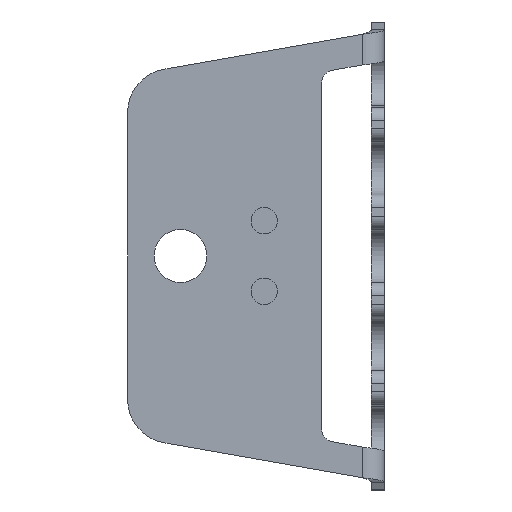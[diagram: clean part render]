
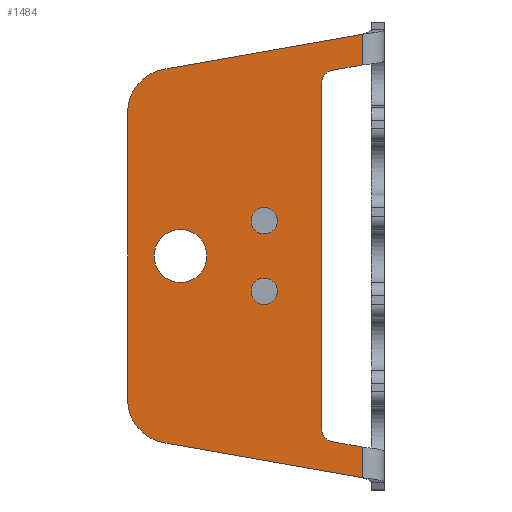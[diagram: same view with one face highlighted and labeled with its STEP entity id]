
A CAD part, front view. The second image highlights one B-rep face of the part: STEP entity #1484.
In plain terms, the highlighted planar face has unit normal (0, -1, 0).
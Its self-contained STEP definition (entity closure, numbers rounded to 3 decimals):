
#9 = ORIENTED_EDGE ( 'NONE', *, *, #445, .F. ) ;
#11 = VECTOR ( 'NONE', #1721, 1000. ) ;
#14 = ORIENTED_EDGE ( 'NONE', *, *, #1002, .F. ) ;
#26 = VERTEX_POINT ( 'NONE', #604 ) ;
#57 = VERTEX_POINT ( 'NONE', #1387 ) ;
#61 = DIRECTION ( 'NONE',  ( 0., 0., 1. ) ) ;
#91 = ORIENTED_EDGE ( 'NONE', *, *, #237, .T. ) ;
#99 = CARTESIAN_POINT ( 'NONE',  ( 4.126, 0., -16.251 ) ) ;
#104 = ORIENTED_EDGE ( 'NONE', *, *, #1565, .F. ) ;
#173 = CARTESIAN_POINT ( 'NONE',  ( 0.74, 0., -21.061 ) ) ;
#183 = EDGE_CURVE ( 'NONE', #1005, #57, #1021, .T. ) ;
#235 = LINE ( 'NONE', #173, #11 ) ;
#237 = EDGE_CURVE ( 'NONE', #57, #1097, #1140, .T. ) ;
#258 = VERTEX_POINT ( 'NONE', #1114 ) ;
#290 = DIRECTION ( 'NONE',  ( 0., 0., 1. ) ) ;
#341 = CARTESIAN_POINT ( 'NONE',  ( 4.126, 0., 25.142 ) ) ;
#353 = DIRECTION ( 'NONE',  ( 0., 0., 1. ) ) ;
#357 = VERTEX_POINT ( 'NONE', #1394 ) ;
#374 = CIRCLE ( 'NONE', #1844, 3. ) ;
#406 = ORIENTED_EDGE ( 'NONE', *, *, #821, .T. ) ;
#412 = LINE ( 'NONE', #1324, #1356 ) ;
#429 = FACE_OUTER_BOUND ( 'NONE', #1228, .T. ) ;
#445 = EDGE_CURVE ( 'NONE', #1075, #1075, #903, .T. ) ;
#468 = VECTOR ( 'NONE', #1824, 1000. ) ;
#480 = EDGE_CURVE ( 'NONE', #608, #1207, #412, .T. ) ;
#496 = DIRECTION ( 'NONE',  ( 0., 1., 0. ) ) ;
#512 = DIRECTION ( 'NONE',  ( 0., 0., 1. ) ) ;
#519 = CARTESIAN_POINT ( 'NONE',  ( -22.5, 0., 16.251 ) ) ;
#520 = ORIENTED_EDGE ( 'NONE', *, *, #480, .F. ) ;
#567 = AXIS2_PLACEMENT_3D ( 'NONE', #1115, #496, #1582 ) ;
#568 = DIRECTION ( 'NONE',  ( 0., 1., 0. ) ) ;
#574 = EDGE_LOOP ( 'NONE', ( #104 ) ) ;
#604 = CARTESIAN_POINT ( 'NONE',  ( -18.368, 0., 21.175 ) ) ;
#608 = VERTEX_POINT ( 'NONE', #1470 ) ;
#609 = CARTESIAN_POINT ( 'NONE',  ( 4.126, 0., -16.251 ) ) ;
#637 = VECTOR ( 'NONE', #353, 1000. ) ;
#640 = ORIENTED_EDGE ( 'NONE', *, *, #1804, .T. ) ;
#646 = DIRECTION ( 'NONE',  ( 0., 1., 0. ) ) ;
#670 = DIRECTION ( 'NONE',  ( 0., 0., 1. ) ) ;
#692 = ORIENTED_EDGE ( 'NONE', *, *, #1756, .F. ) ;
#699 = LINE ( 'NONE', #860, #1128 ) ;
#734 = CARTESIAN_POINT ( 'NONE',  ( 0.74, 0., -21.061 ) ) ;
#737 = ORIENTED_EDGE ( 'NONE', *, *, #1647, .F. ) ;
#759 = LINE ( 'NONE', #609, #918 ) ;
#771 = CARTESIAN_POINT ( 'NONE',  ( -16.5, 0., 0. ) ) ;
#775 = DIRECTION ( 'NONE',  ( 0.985, 0., 0.174 ) ) ;
#783 = AXIS2_PLACEMENT_3D ( 'NONE', #1667, #1865, #290 ) ;
#794 = DIRECTION ( 'NONE',  ( 0., -1., 0. ) ) ;
#800 = CARTESIAN_POINT ( 'NONE',  ( -7., 0., -2.5 ) ) ;
#821 = EDGE_CURVE ( 'NONE', #258, #258, #374, .T. ) ;
#860 = CARTESIAN_POINT ( 'NONE',  ( 11.479, 0., -26.438 ) ) ;
#885 = CIRCLE ( 'NONE', #783, 1.5 ) ;
#902 = FACE_BOUND ( 'NONE', #574, .T. ) ;
#903 = CIRCLE ( 'NONE', #1728, 1.5 ) ;
#911 = EDGE_CURVE ( 'NONE', #1061, #1005, #2007, .T. ) ;
#918 = VECTOR ( 'NONE', #1262, 1000. ) ;
#922 = AXIS2_PLACEMENT_3D ( 'NONE', #1570, #646, #1917 ) ;
#923 = VERTEX_POINT ( 'NONE', #1413 ) ;
#930 = CARTESIAN_POINT ( 'NONE',  ( 0.74, 0., 21.061 ) ) ;
#937 = VERTEX_POINT ( 'NONE', #341 ) ;
#949 = EDGE_LOOP ( 'NONE', ( #406 ) ) ;
#970 = LINE ( 'NONE', #99, #1956 ) ;
#972 = ORIENTED_EDGE ( 'NONE', *, *, #911, .T. ) ;
#975 = PLANE ( 'NONE',  #567 ) ;
#986 = CARTESIAN_POINT ( 'NONE',  ( 4.126, 0., 21.658 ) ) ;
#1002 = EDGE_CURVE ( 'NONE', #26, #937, #1352, .T. ) ;
#1005 = VERTEX_POINT ( 'NONE', #1730 ) ;
#1015 = EDGE_CURVE ( 'NONE', #1929, #937, #970, .T. ) ;
#1021 = LINE ( 'NONE', #1323, #637 ) ;
#1022 = DIRECTION ( 'NONE',  ( 0., 1., 0. ) ) ;
#1027 = CARTESIAN_POINT ( 'NONE',  ( 0.74, 0., 21.061 ) ) ;
#1061 = VERTEX_POINT ( 'NONE', #734 ) ;
#1075 = VERTEX_POINT ( 'NONE', #1225 ) ;
#1085 = DIRECTION ( 'NONE',  ( 0., 1., 0. ) ) ;
#1097 = VERTEX_POINT ( 'NONE', #1027 ) ;
#1103 = AXIS2_PLACEMENT_3D ( 'NONE', #1353, #568, #1687 ) ;
#1114 = CARTESIAN_POINT ( 'NONE',  ( -16.5, 0., 3. ) ) ;
#1115 = CARTESIAN_POINT ( 'NONE',  ( -17.5, 0., -16.251 ) ) ;
#1128 = VECTOR ( 'NONE', #2020, 1000. ) ;
#1130 = FACE_BOUND ( 'NONE', #949, .T. ) ;
#1140 = CIRCLE ( 'NONE', #1103, 1.5 ) ;
#1146 = VERTEX_POINT ( 'NONE', #800 ) ;
#1197 = ORIENTED_EDGE ( 'NONE', *, *, #183, .T. ) ;
#1205 = VECTOR ( 'NONE', #775, 1000. ) ;
#1207 = VERTEX_POINT ( 'NONE', #519 ) ;
#1225 = CARTESIAN_POINT ( 'NONE',  ( -7., 0., 5.5 ) ) ;
#1227 = CIRCLE ( 'NONE', #1270, 5. ) ;
#1228 = EDGE_LOOP ( 'NONE', ( #1838, #1814, #1828, #972, #1197, #91, #640, #1326, #14, #737, #520, #692 ) ) ;
#1262 = DIRECTION ( 'NONE',  ( 0., 0., 1. ) ) ;
#1270 = AXIS2_PLACEMENT_3D ( 'NONE', #2012, #1085, #1389 ) ;
#1315 = EDGE_CURVE ( 'NONE', #923, #1061, #235, .T. ) ;
#1323 = CARTESIAN_POINT ( 'NONE',  ( -0.5, 0., -19.584 ) ) ;
#1324 = CARTESIAN_POINT ( 'NONE',  ( -22.5, 0., -16.251 ) ) ;
#1326 = ORIENTED_EDGE ( 'NONE', *, *, #1015, .T. ) ;
#1352 = LINE ( 'NONE', #1614, #1205 ) ;
#1353 = CARTESIAN_POINT ( 'NONE',  ( 1., 0., 19.584 ) ) ;
#1356 = VECTOR ( 'NONE', #670, 1000. ) ;
#1387 = CARTESIAN_POINT ( 'NONE',  ( -0.5, 0., 19.584 ) ) ;
#1389 = DIRECTION ( 'NONE',  ( 0., 0., 1. ) ) ;
#1394 = CARTESIAN_POINT ( 'NONE',  ( -18.368, 0., -21.175 ) ) ;
#1413 = CARTESIAN_POINT ( 'NONE',  ( 4.126, 0., -21.658 ) ) ;
#1435 = DIRECTION ( 'NONE',  ( 0., 0., 1. ) ) ;
#1443 = CARTESIAN_POINT ( 'NONE',  ( -17.5, 0., 16.251 ) ) ;
#1450 = DIRECTION ( 'NONE',  ( 0., 1., 0. ) ) ;
#1457 = EDGE_LOOP ( 'NONE', ( #9 ) ) ;
#1470 = CARTESIAN_POINT ( 'NONE',  ( -22.5, 0., -16.251 ) ) ;
#1484 = ADVANCED_FACE ( 'NONE', ( #902, #1977, #1130, #429 ), #975, .F. ) ;
#1495 = DIRECTION ( 'NONE',  ( 0., 0., 1. ) ) ;
#1560 = CARTESIAN_POINT ( 'NONE',  ( -7., 0., 4. ) ) ;
#1565 = EDGE_CURVE ( 'NONE', #1146, #1146, #885, .T. ) ;
#1570 = CARTESIAN_POINT ( 'NONE',  ( 1., 0., -19.584 ) ) ;
#1580 = CARTESIAN_POINT ( 'NONE',  ( 4.126, 0., -25.142 ) ) ;
#1582 = DIRECTION ( 'NONE',  ( 0., 0., 1. ) ) ;
#1614 = CARTESIAN_POINT ( 'NONE',  ( -18.368, 0., 21.175 ) ) ;
#1633 = EDGE_CURVE ( 'NONE', #1853, #923, #759, .T. ) ;
#1647 = EDGE_CURVE ( 'NONE', #1207, #26, #1888, .T. ) ;
#1667 = CARTESIAN_POINT ( 'NONE',  ( -7., 0., -4. ) ) ;
#1687 = DIRECTION ( 'NONE',  ( 0., 0., -1. ) ) ;
#1700 = LINE ( 'NONE', #930, #468 ) ;
#1721 = DIRECTION ( 'NONE',  ( -0.985, 0., 0.174 ) ) ;
#1728 = AXIS2_PLACEMENT_3D ( 'NONE', #1560, #794, #1435 ) ;
#1730 = CARTESIAN_POINT ( 'NONE',  ( -0.5, 0., -19.584 ) ) ;
#1756 = EDGE_CURVE ( 'NONE', #357, #608, #1227, .T. ) ;
#1804 = EDGE_CURVE ( 'NONE', #1097, #1929, #1700, .T. ) ;
#1814 = ORIENTED_EDGE ( 'NONE', *, *, #1633, .T. ) ;
#1824 = DIRECTION ( 'NONE',  ( 0.985, 0., 0.174 ) ) ;
#1828 = ORIENTED_EDGE ( 'NONE', *, *, #1315, .T. ) ;
#1838 = ORIENTED_EDGE ( 'NONE', *, *, #1943, .F. ) ;
#1844 = AXIS2_PLACEMENT_3D ( 'NONE', #771, #1450, #512 ) ;
#1853 = VERTEX_POINT ( 'NONE', #1580 ) ;
#1865 = DIRECTION ( 'NONE',  ( 0., -1., 0. ) ) ;
#1888 = CIRCLE ( 'NONE', #1902, 5. ) ;
#1902 = AXIS2_PLACEMENT_3D ( 'NONE', #1443, #1022, #61 ) ;
#1917 = DIRECTION ( 'NONE',  ( 0., 0., 1. ) ) ;
#1929 = VERTEX_POINT ( 'NONE', #986 ) ;
#1943 = EDGE_CURVE ( 'NONE', #1853, #357, #699, .T. ) ;
#1956 = VECTOR ( 'NONE', #1495, 1000. ) ;
#1977 = FACE_BOUND ( 'NONE', #1457, .T. ) ;
#2007 = CIRCLE ( 'NONE', #922, 1.5 ) ;
#2012 = CARTESIAN_POINT ( 'NONE',  ( -17.5, 0., -16.251 ) ) ;
#2020 = DIRECTION ( 'NONE',  ( -0.985, 0., 0.174 ) ) ;
